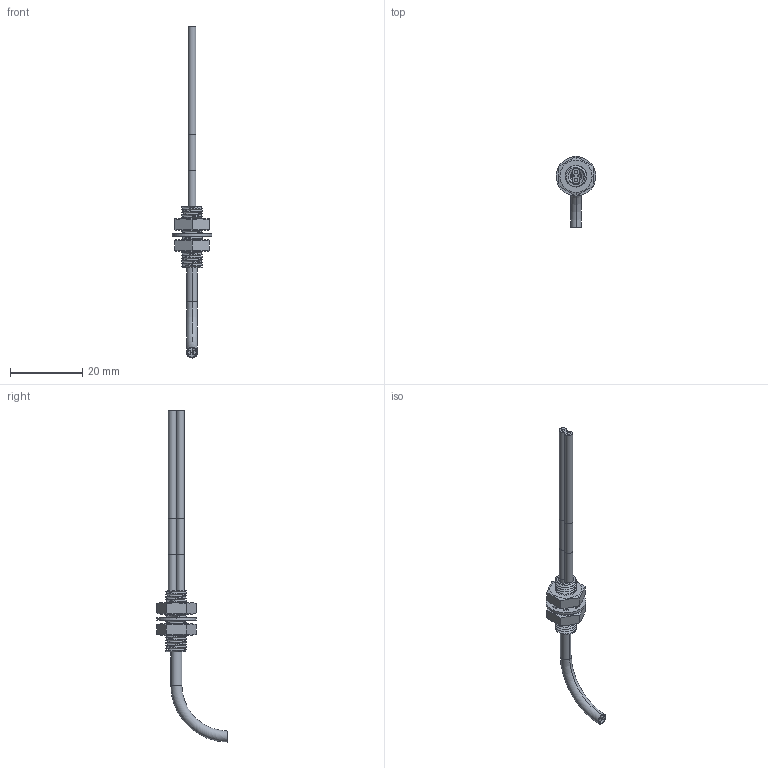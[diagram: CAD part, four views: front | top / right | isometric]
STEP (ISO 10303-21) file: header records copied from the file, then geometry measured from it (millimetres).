
FILE_DESCRIPTION((''),'2;1');
FILE_NAME('194003_ASM','2016-04-01T',('PDMAdmin'),(''),'PRO/ENGINEER BY PARAMETRIC TECHNOLOGY CORPORATION, 2013230','PRO/ENGINEER BY PARAMETRIC TECHNOLOGY CORPORATION, 2013230','');
FILE_SCHEMA(('CONFIG_CONTROL_DESIGN'));
Length unit declared in the file: inch
Products named in the file (13): 39298_AF0; 09492_AF0; 30920_AF0; 30921_AF0; 30921_AF1; FIBER_CORE_1MM_AF0; FIBER_CORE_1MM_AF1; 10147; FIBER_CORE_1MM; 10147_BARE_CORE67; 10147_ASM; 42848_ASM; 194003_ASM
Assembly tree (14 placements, depth 4):
  194003_ASM
    42848_ASM
      39298_AF0
      09492_AF0
      30920_AF0
      30921_AF0
      30921_AF1
      FIBER_CORE_1MM_AF0
      FIBER_CORE_1MM_AF1
      10147_ASM
        10147
        FIBER_CORE_1MM  x2
        10147_BARE_CORE67  x2
Bounding box: 11 x 19.68 x 92.02 mm (x, y, z)
Volume: 1104.5 mm3; surface area: 3595.6 mm2
Topology: 12 solids, 14 shells, 210 faces, 504 edges, 318 vertices
Faces by surface type: cylinder 114, plane 52, bspline 18, cone 14, torus 12
Entity records: 12154 total; most frequent: CARTESIAN_POINT 7417, ORIENTED_EDGE 944, DIRECTION 915, EDGE_CURVE 476, AXIS2_PLACEMENT_3D 362, VERTEX_POINT 302, EDGE_LOOP 208, FACE_OUTER_BOUND 194
